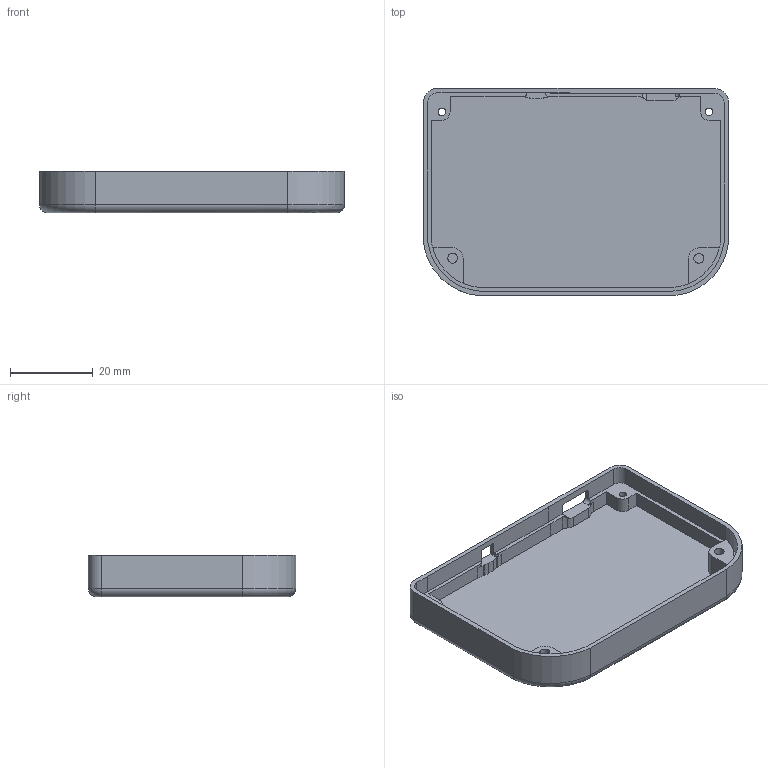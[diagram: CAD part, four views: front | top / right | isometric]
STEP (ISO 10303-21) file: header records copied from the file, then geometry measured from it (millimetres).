
FILE_DESCRIPTION (( 'STEP AP214' ), '1' );
FILE_NAME ('键盘底8（平c口）.STEP', '2025-09-01T10:40:54', ( '' ), ( '' ), 'SwSTEP 2.0', 'SolidWorks 2023', '' );
FILE_SCHEMA (( 'AUTOMOTIVE_DESIGN' ));
Length unit declared in the file: millimetre
Products named in the file (1): 键盘底8（平c口）
Bounding box: 73.74 x 50.13 x 10 mm (x, y, z)
Volume: 9613.3 mm3; surface area: 11362.1 mm2
Topology: 1 solids, 1 shells, 112 faces, 309 edges, 200 vertices
Faces by surface type: plane 53, cylinder 51, cone 4, torus 4
Entity records: 3691 total; most frequent: CARTESIAN_POINT 721, DIRECTION 628, ORIENTED_EDGE 618, EDGE_CURVE 309, AXIS2_PLACEMENT_3D 215, VERTEX_POINT 200, LINE 198, VECTOR 198
